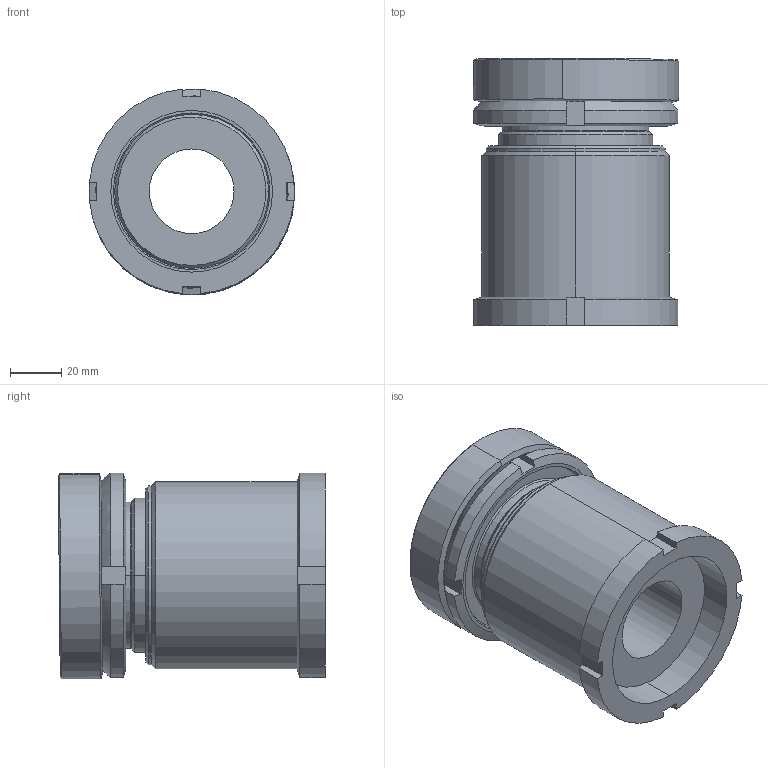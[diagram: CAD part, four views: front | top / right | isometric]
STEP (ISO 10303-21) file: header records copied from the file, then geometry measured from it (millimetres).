
FILE_DESCRIPTION (( 'STEP AP214' ), '1' );
FILE_NAME ('KVS 60-33 0-0.STEP', '2015-10-09T10:45:08', ( '' ), ( '' ), 'SwSTEP 2.0', 'SolidWorks 2015', '' );
FILE_SCHEMA (( 'AUTOMOTIVE_DESIGN' ));
Length unit declared in the file: millimetre
Products named in the file (4): HVS 60 2-0 A1; KAS 60 2-0 A1; KVS 60-33 1-0 A1; KVS 60-33 0-0
Assembly tree (3 placements, depth 2):
  KVS 60-33 0-0
    HVS 60 2-0 A1
    KAS 60 2-0 A1
    KVS 60-33 1-0 A1
Bounding box: 79.98 x 103.99 x 80.25 mm (x, y, z)
Volume: 315029.3 mm3; surface area: 81432.2 mm2
Topology: 3 solids, 3 shells, 104 faces, 242 edges, 150 vertices
Faces by surface type: cylinder 36, plane 36, cone 22, torus 6, sphere 4
Entity records: 3260 total; most frequent: CARTESIAN_POINT 634, DIRECTION 554, ORIENTED_EDGE 484, EDGE_CURVE 242, AXIS2_PLACEMENT_3D 230, VERTEX_POINT 150, CIRCLE 120, EDGE_LOOP 116
